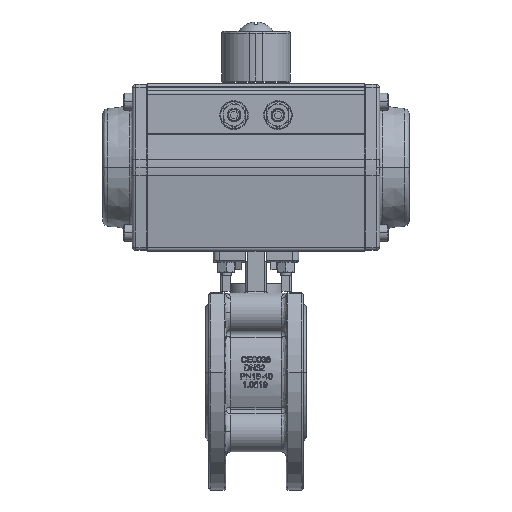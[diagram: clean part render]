
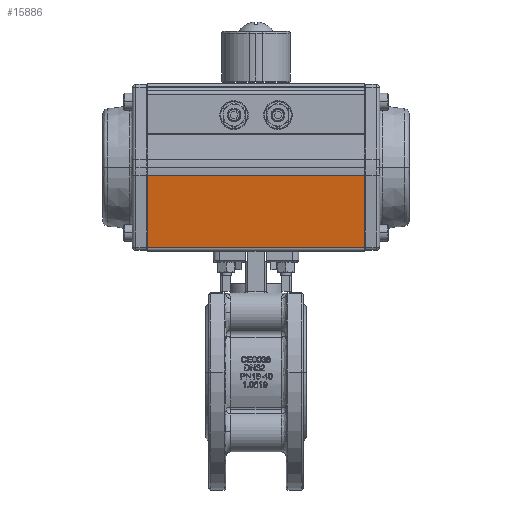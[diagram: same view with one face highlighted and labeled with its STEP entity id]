
A CAD part, top view. The second image highlights one B-rep face of the part: STEP entity #15886.
In plain terms, the highlighted planar face has unit normal (0, 0.116, -0.993).
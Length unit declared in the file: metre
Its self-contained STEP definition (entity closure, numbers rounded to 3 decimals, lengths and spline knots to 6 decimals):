
#1937 = DIRECTION ( 'NONE',  ( 0., -0.993, -0.115 ) ) ;
#6214 = VERTEX_POINT ( 'NONE', #80149 ) ;
#8387 = CARTESIAN_POINT ( 'NONE',  ( 0.061479, 0.052003, 0.178706 ) ) ;
#9067 = LINE ( 'NONE', #42425, #68522 ) ;
#9299 = EDGE_CURVE ( 'NONE', #21797, #83225, #9067, .T. ) ;
#15886 = ADVANCED_FACE ( 'NONE', ( #66215 ), #73001, .T. ) ;
#16204 = EDGE_CURVE ( 'NONE', #73092, #6214, #34079, .T. ) ;
#17051 = VECTOR ( 'NONE', #29158, 1. ) ;
#21545 = CARTESIAN_POINT ( 'NONE',  ( 0.061479, 0.095134, 0.183719 ) ) ;
#21797 = VERTEX_POINT ( 'NONE', #25963 ) ;
#25963 = CARTESIAN_POINT ( 'NONE',  ( -0.067521, 0.052003, 0.178706 ) ) ;
#29158 = DIRECTION ( 'NONE',  ( 1., 0., 0. ) ) ;
#30932 = CARTESIAN_POINT ( 'NONE',  ( 0.061479, 0.052003, 0.178706 ) ) ;
#32512 = AXIS2_PLACEMENT_3D ( 'NONE', #8387, #45274, #57960 ) ;
#33550 = ORIENTED_EDGE ( 'NONE', *, *, #38500, .T. ) ;
#34079 = LINE ( 'NONE', #59821, #36565 ) ;
#36565 = VECTOR ( 'NONE', #1937, 1. ) ;
#38500 = EDGE_CURVE ( 'NONE', #83225, #73092, #80681, .T. ) ;
#40737 = ORIENTED_EDGE ( 'NONE', *, *, #9299, .T. ) ;
#42425 = CARTESIAN_POINT ( 'NONE',  ( -0.067521, 0.052003, 0.178706 ) ) ;
#45274 = DIRECTION ( 'NONE',  ( 0., 0.115, -0.993 ) ) ;
#48560 = VECTOR ( 'NONE', #56693, 1. ) ;
#51804 = ORIENTED_EDGE ( 'NONE', *, *, #70928, .T. ) ;
#56693 = DIRECTION ( 'NONE',  ( -1., 0., 0. ) ) ;
#56871 = ORIENTED_EDGE ( 'NONE', *, *, #16204, .T. ) ;
#57960 = DIRECTION ( 'NONE',  ( 0., -0.993, -0.115 ) ) ;
#59821 = CARTESIAN_POINT ( 'NONE',  ( 0.061479, 0.052003, 0.178706 ) ) ;
#61755 = LINE ( 'NONE', #30932, #48560 ) ;
#66215 = FACE_OUTER_BOUND ( 'NONE', #78949, .T. ) ;
#68522 = VECTOR ( 'NONE', #80046, 1. ) ;
#70217 = CARTESIAN_POINT ( 'NONE',  ( 0.061479, 0.095134, 0.183719 ) ) ;
#70928 = EDGE_CURVE ( 'NONE', #6214, #21797, #61755, .T. ) ;
#73001 = PLANE ( 'NONE',  #32512 ) ;
#73092 = VERTEX_POINT ( 'NONE', #70217 ) ;
#78949 = EDGE_LOOP ( 'NONE', ( #51804, #40737, #33550, #56871 ) ) ;
#79796 = CARTESIAN_POINT ( 'NONE',  ( -0.067521, 0.095134, 0.183719 ) ) ;
#80046 = DIRECTION ( 'NONE',  ( 0., 0.993, 0.115 ) ) ;
#80149 = CARTESIAN_POINT ( 'NONE',  ( 0.061479, 0.052003, 0.178706 ) ) ;
#80681 = LINE ( 'NONE', #21545, #17051 ) ;
#83225 = VERTEX_POINT ( 'NONE', #79796 ) ;
